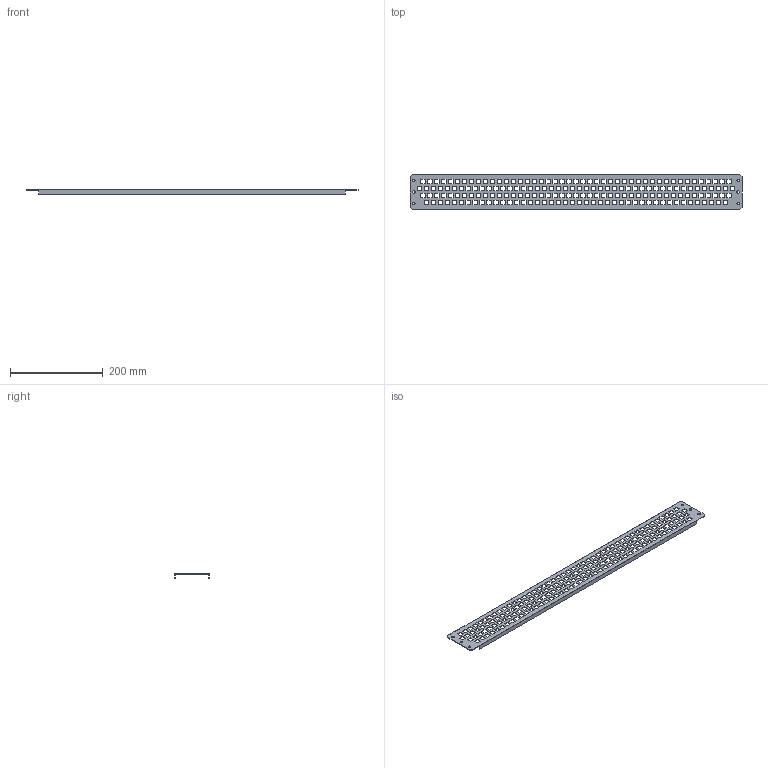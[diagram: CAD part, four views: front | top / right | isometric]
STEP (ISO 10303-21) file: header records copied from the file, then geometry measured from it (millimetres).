
FILE_DESCRIPTION((''),'2;1');
FILE_NAME('OPEN_CASCADE_STEP_TRANSLATOR-10_ASM','2023-01-26T09:01:03',('klemen.sitar'),('Audax d.o.o.'),'CREO PARAMETRIC BY PTC INC, 2021304','CREO PARAMETRIC BY PTC INC, 2021304','');
FILE_SCHEMA(('AP242_MANAGED_MODEL_BASED_3D_ENGINEERING_MIM_LF { 1 0 10303 442 1 1 4 }'));
Length unit declared in the file: millimetre
Products named in the file (2): OPEN_CASCADE_STEP_TRANSL-952044; OPEN_CASCADE_STEP_TRANSLATOR-10_ASM
Assembly tree (1 placements, depth 2):
  OPEN_CASCADE_STEP_TRANSLATOR-10_ASM
    OPEN_CASCADE_STEP_TRANSL-952044
Bounding box: 716 x 75 x 10 mm (x, y, z)
Volume: 72774.7 mm3; surface area: 109854.8 mm2
Topology: 1 solids, 1 shells, 750 faces, 2244 edges, 1496 vertices
Faces by surface type: plane 738, cylinder 12
Entity records: 37663 total; most frequent: CARTESIAN_POINT 4498, ORIENTED_EDGE 4488, DIRECTION 3776, PRESENTATION_STYLE_ASSIGNMENT 2997, STYLED_ITEM 2997, CURVE_STYLE 2246, EDGE_CURVE 2244, VECTOR 2220
